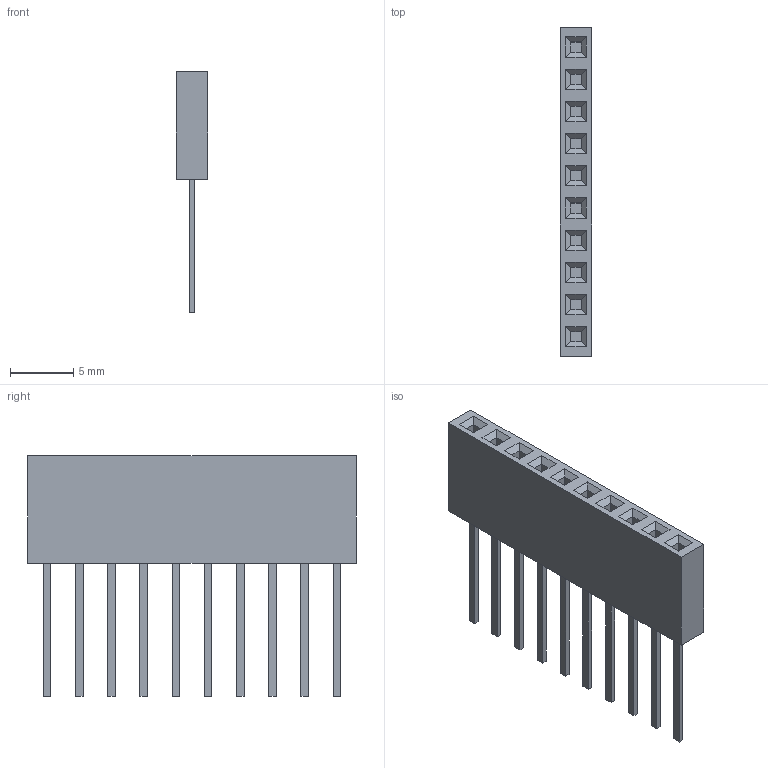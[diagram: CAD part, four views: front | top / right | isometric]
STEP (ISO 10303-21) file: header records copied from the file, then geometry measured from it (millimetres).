
FILE_DESCRIPTION(('FreeCAD Model'),'2;1');
FILE_NAME('Open CASCADE Shape Model','2023-12-21T12:02:11',(''),(''), 'Open CASCADE STEP processor 7.6','FreeCAD','Unknown');
FILE_SCHEMA(('AUTOMOTIVE_DESIGN { 1 0 10303 214 1 1 1 1 }'));
Length unit declared in the file: millimetre
Products named in the file (1): LinearPattern
Bounding box: 2.5 x 25.95 x 19 mm (x, y, z)
Volume: 528.4 mm3; surface area: 1042.6 mm2
Topology: 1 solids, 1 shells, 146 faces, 332 edges, 208 vertices
Faces by surface type: plane 146
Entity records: 5002 total; most frequent: CARTESIAN_POINT 687, ORIENTED_EDGE 664, DIRECTION 626, EDGE_CURVE 332, LINE 332, VECTOR 332, VERTEX_POINT 208, FACE_BOUND 166
